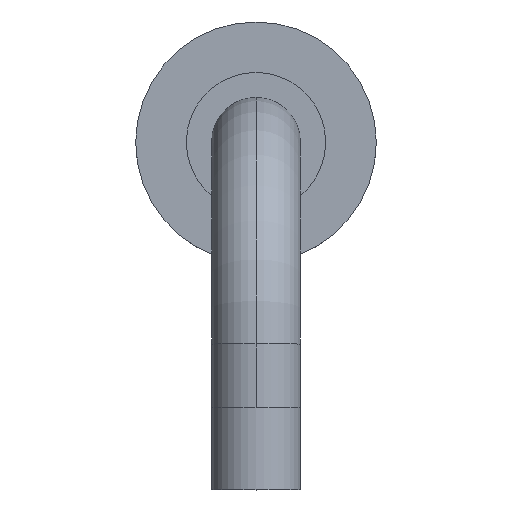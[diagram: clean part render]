
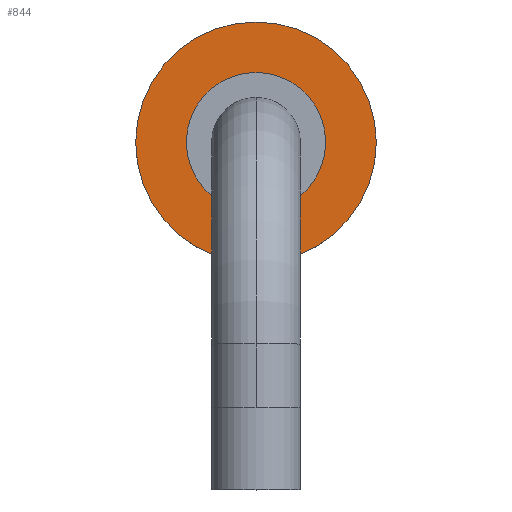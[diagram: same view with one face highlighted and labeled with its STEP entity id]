
A CAD part, top view. The second image highlights one B-rep face of the part: STEP entity #844.
In plain terms, the highlighted planar face has unit normal (0, 0, 1).
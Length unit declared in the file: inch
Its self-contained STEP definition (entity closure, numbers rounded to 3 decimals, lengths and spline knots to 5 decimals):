
#771=CARTESIAN_POINT('',(0.,0.,0.));
#772=DIRECTION('',(0.,0.,1.));
#773=DIRECTION('',(0.,1.,0.));
#774=AXIS2_PLACEMENT_3D('',#771,#772,#773);
#779=CARTESIAN_POINT('',(0.,0.,0.));
#780=DIRECTION('',(0.,0.,-1.));
#781=DIRECTION('',(0.,1.,0.));
#782=AXIS2_PLACEMENT_3D('',#779,#780,#781);
#788=CARTESIAN_POINT('',(0.,1.1875,0.));
#790=VERTEX_POINT('',#788);
#792=CARTESIAN_POINT('',(0.,-1.1875,0.));
#794=VERTEX_POINT('',#792);
#835=CARTESIAN_POINT('',(0.,0.,0.));
#836=DIRECTION('',(0.,0.,-1.));
#837=DIRECTION('',(0.,-1.,0.));
#838=AXIS2_PLACEMENT_3D('',#835,#836,#837);
#839=PLANE('',#838);
#840=ORIENTED_EDGE('',*,*,#828,.F.);
#841=ORIENTED_EDGE('',*,*,#817,.T.);
#842=EDGE_LOOP('',(#840,#841));
#843=FACE_OUTER_BOUND('',#842,.F.);
#775=CIRCLE('',#774,1.1875);
#783=CIRCLE('',#782,1.1875);
#817=EDGE_CURVE('',#790,#794,#783,.T.);
#828=EDGE_CURVE('',#790,#794,#775,.T.);
#844=ADVANCED_FACE('',(#843),#839,.F.);
